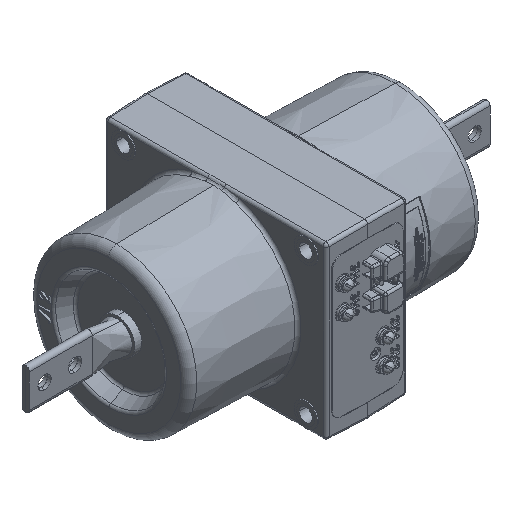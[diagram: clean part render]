
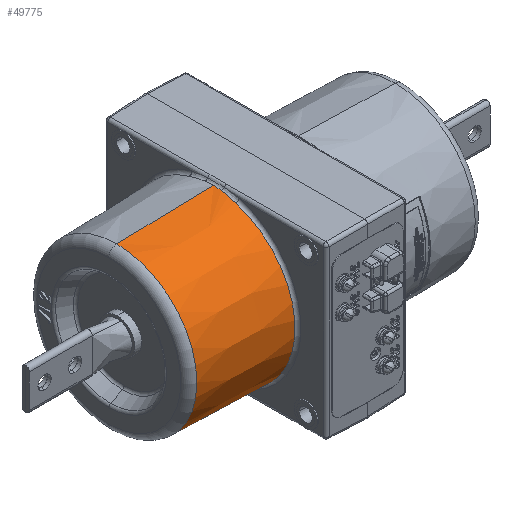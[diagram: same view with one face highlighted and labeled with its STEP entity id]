
A CAD part, isometric view. The second image highlights one B-rep face of the part: STEP entity #49775.
In plain terms, the highlighted conical face has half-angle 1.5 degrees and reference radius 82.5 mm.
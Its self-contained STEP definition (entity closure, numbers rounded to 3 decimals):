
#1548 = ORIENTED_EDGE ( 'NONE', *, *, #53876, .F. ) ;
#1549 = ORIENTED_EDGE ( 'NONE', *, *, #46650, .T. ) ;
#1550 = ORIENTED_EDGE ( 'NONE', *, *, #53669, .T. ) ;
#1551 = ORIENTED_EDGE ( 'NONE', *, *, #46615, .T. ) ;
#1552 = ORIENTED_EDGE ( 'NONE', *, *, #46722, .T. ) ;
#1553 = ORIENTED_EDGE ( 'NONE', *, *, #46718, .T. ) ;
#1554 = ORIENTED_EDGE ( 'NONE', *, *, #46576, .T. ) ;
#1555 = ORIENTED_EDGE ( 'NONE', *, *, #46719, .T. ) ;
#6425 = AXIS2_PLACEMENT_3D ( 'NONE', #41858, #41860, #41861 ) ;
#6445 = AXIS2_PLACEMENT_3D ( 'NONE', #42058, #42060, #42061 ) ;
#11522 = CARTESIAN_POINT ( 'NONE',  ( 0., 0., -82.5 ) ) ;
#11523 = DIRECTION ( 'NONE',  ( 1., 0., -0.026 ) ) ;
#12378 = CARTESIAN_POINT ( 'NONE',  ( 0., 0., 82.5 ) ) ;
#12379 = DIRECTION ( 'NONE',  ( 1., 0., 0.026 ) ) ;
#13185 = LINE ( 'NONE', #12378, #13188 ) ;
#13188 = VECTOR ( 'NONE', #12379, 1000. ) ;
#21636 = CARTESIAN_POINT ( 'NONE',  ( -42.921, -22.686, 78.15 ) ) ;
#21637 = CARTESIAN_POINT ( 'NONE',  ( -42.142, -7.991, 81.003 ) ) ;
#21638 = CARTESIAN_POINT ( 'NONE',  ( -42.142, -7.991, -81.003 ) ) ;
#21639 = CARTESIAN_POINT ( 'NONE',  ( -42.921, -22.686, -78.15 ) ) ;
#24970 = EDGE_LOOP ( 'NONE', ( #1548, #1549, #1550, #1551, #1552, #1553, #1554, #1555 ) ) ;
#35817 = CIRCLE ( 'NONE', #6425, 78.907 ) ;
#35896 = CIRCLE ( 'NONE', #6445, 81.376 ) ;
#39091 = CARTESIAN_POINT ( 'NONE',  ( -137.209, 0., -78.907 ) ) ;
#39092 = CARTESIAN_POINT ( 'NONE',  ( -137.209, 0., 78.907 ) ) ;
#39095 = CARTESIAN_POINT ( 'NONE',  ( -41.914, 0., 81.402 ) ) ;
#39100 = CARTESIAN_POINT ( 'NONE',  ( -41.914, 0., -81.402 ) ) ;
#41419 = CARTESIAN_POINT ( 'NONE',  ( -42.921, -22.686, 78.15 ) ) ;
#41422 = CARTESIAN_POINT ( 'NONE',  ( -42.921, -20.277, 78.849 ) ) ;
#41423 = CARTESIAN_POINT ( 'NONE',  ( -42.794, -17.851, 79.437 ) ) ;
#41424 = CARTESIAN_POINT ( 'NONE',  ( -42.479, -12.954, 80.389 ) ) ;
#41425 = CARTESIAN_POINT ( 'NONE',  ( -42.288, -10.48, 80.754 ) ) ;
#41426 = CARTESIAN_POINT ( 'NONE',  ( -42.142, -7.991, 81.003 ) ) ;
#41611 = CARTESIAN_POINT ( 'NONE',  ( -41.914, 0., -81.402 ) ) ;
#41614 = CARTESIAN_POINT ( 'NONE',  ( -41.914, -2.664, -81.402 ) ) ;
#41615 = CARTESIAN_POINT ( 'NONE',  ( -41.986, -5.337, -81.269 ) ) ;
#41616 = CARTESIAN_POINT ( 'NONE',  ( -42.142, -7.991, -81.003 ) ) ;
#41858 = CARTESIAN_POINT ( 'NONE',  ( -137.209, 0., 0. ) ) ;
#41860 = DIRECTION ( 'NONE',  ( 1., 0., 0. ) ) ;
#41861 = DIRECTION ( 'NONE',  ( 0., 0., 1. ) ) ;
#42058 = CARTESIAN_POINT ( 'NONE',  ( -42.921, 0., 0. ) ) ;
#42059 = CARTESIAN_POINT ( 'NONE',  ( -42.142, -7.991, 81.003 ) ) ;
#42060 = DIRECTION ( 'NONE',  ( -1., 0., 0. ) ) ;
#42061 = DIRECTION ( 'NONE',  ( 0., 0., 1. ) ) ;
#42063 = CARTESIAN_POINT ( 'NONE',  ( -41.985, -5.332, 81.27 ) ) ;
#42064 = CARTESIAN_POINT ( 'NONE',  ( -41.914, -2.668, 81.402 ) ) ;
#42065 = CARTESIAN_POINT ( 'NONE',  ( -41.914, 0., 81.402 ) ) ;
#42066 = CARTESIAN_POINT ( 'NONE',  ( -42.142, -7.991, -81.003 ) ) ;
#42072 = CARTESIAN_POINT ( 'NONE',  ( -42.288, -10.479, -80.754 ) ) ;
#42073 = CARTESIAN_POINT ( 'NONE',  ( -42.478, -12.946, -80.39 ) ) ;
#42074 = CARTESIAN_POINT ( 'NONE',  ( -42.794, -17.843, -79.438 ) ) ;
#42075 = CARTESIAN_POINT ( 'NONE',  ( -42.921, -20.279, -78.849 ) ) ;
#42076 = CARTESIAN_POINT ( 'NONE',  ( -42.921, -22.686, -78.15 ) ) ;
#44508 = AXIS2_PLACEMENT_3D ( 'NONE', #49179, #49175, #49177 ) ;
#46429 = B_SPLINE_CURVE_WITH_KNOTS ( 'NONE', 3,
 ( #41419, #41422, #41423, #41424, #41425, #41426 ),
 .UNSPECIFIED., .F., .F.,
 ( 4, 2, 4 ),
 ( 0., 0.007, 0.015 ),
 .UNSPECIFIED. ) ;
#46442 = B_SPLINE_CURVE_WITH_KNOTS ( 'NONE', 3,
 ( #41611, #41614, #41615, #41616 ),
 .UNSPECIFIED., .F., .F.,
 ( 4, 4 ),
 ( 0.008, 0.016 ),
 .UNSPECIFIED. ) ;
#46473 = B_SPLINE_CURVE_WITH_KNOTS ( 'NONE', 3,
 ( #42059, #42063, #42064, #42065 ),
 .UNSPECIFIED., .F., .F.,
 ( 4, 4 ),
 ( 0., 0.008 ),
 .UNSPECIFIED. ) ;
#46474 = B_SPLINE_CURVE_WITH_KNOTS ( 'NONE', 3,
 ( #42066, #42072, #42073, #42074, #42075, #42076 ),
 .UNSPECIFIED., .F., .F.,
 ( 4, 2, 4 ),
 ( 0., 0.007, 0.015 ),
 .UNSPECIFIED. ) ;
#46576 = EDGE_CURVE ( 'NONE', #54847, #54848, #46429, .T. ) ;
#46615 = EDGE_CURVE ( 'NONE', #60466, #54849, #46442, .T. ) ;
#46650 = EDGE_CURVE ( 'NONE', #60458, #60457, #35817, .T. ) ;
#46718 = EDGE_CURVE ( 'NONE', #54850, #54847, #35896, .T. ) ;
#46719 = EDGE_CURVE ( 'NONE', #54848, #60461, #46473, .T. ) ;
#46722 = EDGE_CURVE ( 'NONE', #54849, #54850, #46474, .T. ) ;
#47150 = FACE_OUTER_BOUND ( 'NONE', #24970, .T. ) ;
#47152 = CONICAL_SURFACE ( 'NONE', #44508, 82.5, 0.026 ) ;
#47898 = LINE ( 'NONE', #11522, #47899 ) ;
#47899 = VECTOR ( 'NONE', #11523, 1000. ) ;
#49175 = DIRECTION ( 'NONE',  ( 1., 0., 0. ) ) ;
#49177 = DIRECTION ( 'NONE',  ( 0., 0., -1. ) ) ;
#49179 = CARTESIAN_POINT ( 'NONE',  ( 0., 0., 0. ) ) ;
#49775 = ADVANCED_FACE ( 'NONE', ( #47150 ), #47152, .T. ) ;
#53669 = EDGE_CURVE ( 'NONE', #60457, #60466, #47898, .T. ) ;
#53876 = EDGE_CURVE ( 'NONE', #60458, #60461, #13185, .T. ) ;
#54847 = VERTEX_POINT ( 'NONE', #21636 ) ;
#54848 = VERTEX_POINT ( 'NONE', #21637 ) ;
#54849 = VERTEX_POINT ( 'NONE', #21638 ) ;
#54850 = VERTEX_POINT ( 'NONE', #21639 ) ;
#60457 = VERTEX_POINT ( 'NONE', #39091 ) ;
#60458 = VERTEX_POINT ( 'NONE', #39092 ) ;
#60461 = VERTEX_POINT ( 'NONE', #39095 ) ;
#60466 = VERTEX_POINT ( 'NONE', #39100 ) ;
